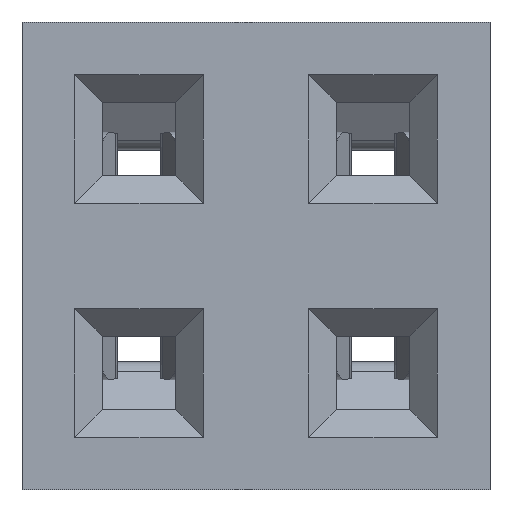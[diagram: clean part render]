
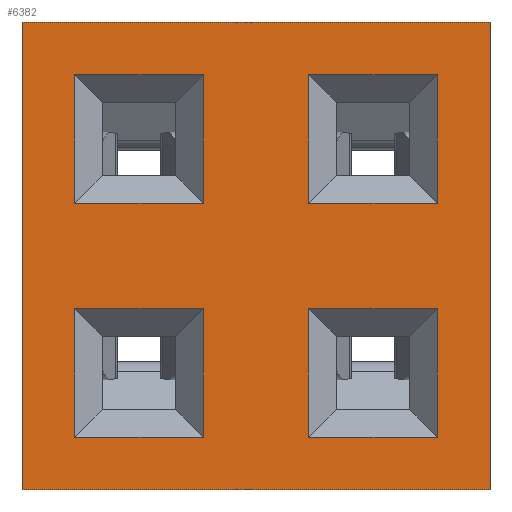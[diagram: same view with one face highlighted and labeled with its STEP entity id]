
A CAD part, left-side view. The second image highlights one B-rep face of the part: STEP entity #6382.
In plain terms, the highlighted planar face has unit normal (-1, 0, 0).
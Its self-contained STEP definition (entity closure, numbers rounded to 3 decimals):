
#501=FACE_BOUND('',#937,.T.);
#502=FACE_BOUND('',#938,.T.);
#503=FACE_BOUND('',#939,.T.);
#504=FACE_BOUND('',#940,.T.);
#552=FACE_OUTER_BOUND('',#936,.T.);
#936=EDGE_LOOP('',(#4419,#4420,#4421,#4422));
#937=EDGE_LOOP('',(#4423,#4424,#4425,#4426));
#938=EDGE_LOOP('',(#4427,#4428,#4429,#4430));
#939=EDGE_LOOP('',(#4431,#4432,#4433,#4434));
#940=EDGE_LOOP('',(#4435,#4436,#4437,#4438));
#1296=LINE('',#9048,#2012);
#1363=LINE('',#9181,#2079);
#1364=LINE('',#9184,#2080);
#1369=LINE('',#9193,#2085);
#1371=LINE('',#9196,#2087);
#1384=LINE('',#9224,#2100);
#1385=LINE('',#9227,#2101);
#1390=LINE('',#9236,#2106);
#1392=LINE('',#9239,#2108);
#1395=LINE('',#9247,#2111);
#1415=LINE('',#9287,#2131);
#1417=LINE('',#9290,#2133);
#1418=LINE('',#9293,#2134);
#1419=LINE('',#9295,#2135);
#1420=LINE('',#9297,#2136);
#1421=LINE('',#9298,#2137);
#1422=LINE('',#9301,#2138);
#1423=LINE('',#9303,#2139);
#1424=LINE('',#9305,#2140);
#1425=LINE('',#9306,#2141);
#2012=VECTOR('',#7274,5.08);
#2079=VECTOR('',#7385,1.4);
#2080=VECTOR('',#7388,1.4);
#2085=VECTOR('',#7395,1.4);
#2087=VECTOR('',#7399,1.4);
#2100=VECTOR('',#7426,1.4);
#2101=VECTOR('',#7429,1.4);
#2106=VECTOR('',#7436,1.4);
#2108=VECTOR('',#7440,1.4);
#2111=VECTOR('',#7451,5.08);
#2131=VECTOR('',#7477,5.08);
#2133=VECTOR('',#7481,5.08);
#2134=VECTOR('',#7482,1.4);
#2135=VECTOR('',#7483,1.4);
#2136=VECTOR('',#7484,1.4);
#2137=VECTOR('',#7485,1.4);
#2138=VECTOR('',#7486,1.4);
#2139=VECTOR('',#7487,1.4);
#2140=VECTOR('',#7488,1.4);
#2141=VECTOR('',#7489,1.4);
#2725=VERTEX_POINT('',#9044);
#2726=VERTEX_POINT('',#9046);
#2769=VERTEX_POINT('',#9177);
#2770=VERTEX_POINT('',#9179);
#2771=VERTEX_POINT('',#9183);
#2774=VERTEX_POINT('',#9190);
#2781=VERTEX_POINT('',#9220);
#2782=VERTEX_POINT('',#9222);
#2783=VERTEX_POINT('',#9226);
#2786=VERTEX_POINT('',#9233);
#2787=VERTEX_POINT('',#9246);
#2804=VERTEX_POINT('',#9286);
#2805=VERTEX_POINT('',#9291);
#2806=VERTEX_POINT('',#9292);
#2807=VERTEX_POINT('',#9294);
#2808=VERTEX_POINT('',#9296);
#2809=VERTEX_POINT('',#9299);
#2810=VERTEX_POINT('',#9300);
#2811=VERTEX_POINT('',#9302);
#2812=VERTEX_POINT('',#9304);
#3280=EDGE_CURVE('',#2725,#2726,#1296,.T.);
#3347=EDGE_CURVE('',#2770,#2769,#1363,.T.);
#3348=EDGE_CURVE('',#2769,#2771,#1364,.T.);
#3353=EDGE_CURVE('',#2771,#2774,#1369,.T.);
#3355=EDGE_CURVE('',#2774,#2770,#1371,.T.);
#3368=EDGE_CURVE('',#2782,#2781,#1384,.T.);
#3369=EDGE_CURVE('',#2781,#2783,#1385,.T.);
#3374=EDGE_CURVE('',#2783,#2786,#1390,.T.);
#3376=EDGE_CURVE('',#2786,#2782,#1392,.T.);
#3379=EDGE_CURVE('',#2725,#2787,#1395,.T.);
#3399=EDGE_CURVE('',#2787,#2804,#1415,.T.);
#3401=EDGE_CURVE('',#2726,#2804,#1417,.T.);
#3402=EDGE_CURVE('',#2805,#2806,#1418,.T.);
#3403=EDGE_CURVE('',#2806,#2807,#1419,.T.);
#3404=EDGE_CURVE('',#2807,#2808,#1420,.T.);
#3405=EDGE_CURVE('',#2808,#2805,#1421,.T.);
#3406=EDGE_CURVE('',#2809,#2810,#1422,.T.);
#3407=EDGE_CURVE('',#2810,#2811,#1423,.T.);
#3408=EDGE_CURVE('',#2811,#2812,#1424,.T.);
#3409=EDGE_CURVE('',#2812,#2809,#1425,.T.);
#4419=ORIENTED_EDGE('',*,*,#3379,.F.);
#4420=ORIENTED_EDGE('',*,*,#3280,.T.);
#4421=ORIENTED_EDGE('',*,*,#3401,.T.);
#4422=ORIENTED_EDGE('',*,*,#3399,.F.);
#4423=ORIENTED_EDGE('',*,*,#3353,.F.);
#4424=ORIENTED_EDGE('',*,*,#3348,.F.);
#4425=ORIENTED_EDGE('',*,*,#3347,.F.);
#4426=ORIENTED_EDGE('',*,*,#3355,.F.);
#4427=ORIENTED_EDGE('',*,*,#3374,.F.);
#4428=ORIENTED_EDGE('',*,*,#3369,.F.);
#4429=ORIENTED_EDGE('',*,*,#3368,.F.);
#4430=ORIENTED_EDGE('',*,*,#3376,.F.);
#4431=ORIENTED_EDGE('',*,*,#3402,.T.);
#4432=ORIENTED_EDGE('',*,*,#3403,.T.);
#4433=ORIENTED_EDGE('',*,*,#3404,.T.);
#4434=ORIENTED_EDGE('',*,*,#3405,.T.);
#4435=ORIENTED_EDGE('',*,*,#3406,.T.);
#4436=ORIENTED_EDGE('',*,*,#3407,.T.);
#4437=ORIENTED_EDGE('',*,*,#3408,.T.);
#4438=ORIENTED_EDGE('',*,*,#3409,.T.);
#6096=PLANE('',#6772);
#6382=ADVANCED_FACE('',(#552,#501,#502,#503,#504),#6096,.T.);
#6772=AXIS2_PLACEMENT_3D('',#9289,#7479,#7480);
#7274=DIRECTION('',(0.,1.,0.));
#7385=DIRECTION('',(0.,0.,1.));
#7388=DIRECTION('',(0.,1.,0.));
#7395=DIRECTION('',(0.,0.,-1.));
#7399=DIRECTION('',(0.,-1.,0.));
#7426=DIRECTION('',(0.,0.,1.));
#7429=DIRECTION('',(0.,1.,0.));
#7436=DIRECTION('',(0.,0.,-1.));
#7440=DIRECTION('',(0.,-1.,0.));
#7451=DIRECTION('',(0.,0.,-1.));
#7477=DIRECTION('',(0.,1.,0.));
#7479=DIRECTION('center_axis',(-1.,0.,0.));
#7480=DIRECTION('ref_axis',(0.,0.,1.));
#7481=DIRECTION('',(0.,0.,-1.));
#7482=DIRECTION('',(0.,0.,1.));
#7483=DIRECTION('',(0.,-1.,0.));
#7484=DIRECTION('',(0.,0.,-1.));
#7485=DIRECTION('',(0.,1.,0.));
#7486=DIRECTION('',(0.,0.,1.));
#7487=DIRECTION('',(0.,-1.,0.));
#7488=DIRECTION('',(0.,0.,-1.));
#7489=DIRECTION('',(0.,1.,0.));
#9044=CARTESIAN_POINT('',(-5.,12.7,3.81));
#9046=CARTESIAN_POINT('',(-5.,17.78,3.81));
#9048=CARTESIAN_POINT('',(-5.,0.,3.81));
#9177=CARTESIAN_POINT('',(-5.,13.27,3.24));
#9179=CARTESIAN_POINT('',(-5.,13.27,1.84));
#9181=CARTESIAN_POINT('',(-5.,13.27,1.84));
#9183=CARTESIAN_POINT('',(-5.,14.67,3.24));
#9184=CARTESIAN_POINT('',(-5.,13.27,3.24));
#9190=CARTESIAN_POINT('',(-5.,14.67,1.84));
#9193=CARTESIAN_POINT('',(-5.,14.67,3.24));
#9196=CARTESIAN_POINT('',(-5.,14.67,1.84));
#9220=CARTESIAN_POINT('',(-5.,15.81,3.24));
#9222=CARTESIAN_POINT('',(-5.,15.81,1.84));
#9224=CARTESIAN_POINT('',(-5.,15.81,1.84));
#9226=CARTESIAN_POINT('',(-5.,17.21,3.24));
#9227=CARTESIAN_POINT('',(-5.,15.81,3.24));
#9233=CARTESIAN_POINT('',(-5.,17.21,1.84));
#9236=CARTESIAN_POINT('',(-5.,17.21,3.24));
#9239=CARTESIAN_POINT('',(-5.,17.21,1.84));
#9246=CARTESIAN_POINT('',(-5.,12.7,-1.27));
#9247=CARTESIAN_POINT('',(-5.,12.7,3.134));
#9286=CARTESIAN_POINT('',(-5.,17.78,-1.27));
#9287=CARTESIAN_POINT('',(-5.,0.,-1.27));
#9289=CARTESIAN_POINT('Origin',(-5.,0.,-1.27));
#9290=CARTESIAN_POINT('',(-5.,17.78,3.81));
#9291=CARTESIAN_POINT('',(-5.,17.21,-0.7));
#9292=CARTESIAN_POINT('',(-5.,17.21,0.7));
#9293=CARTESIAN_POINT('',(-5.,17.21,-0.7));
#9294=CARTESIAN_POINT('',(-5.,15.81,0.7));
#9295=CARTESIAN_POINT('',(-5.,17.21,0.7));
#9296=CARTESIAN_POINT('',(-5.,15.81,-0.7));
#9297=CARTESIAN_POINT('',(-5.,15.81,0.7));
#9298=CARTESIAN_POINT('',(-5.,15.81,-0.7));
#9299=CARTESIAN_POINT('',(-5.,14.67,-0.7));
#9300=CARTESIAN_POINT('',(-5.,14.67,0.7));
#9301=CARTESIAN_POINT('',(-5.,14.67,-0.7));
#9302=CARTESIAN_POINT('',(-5.,13.27,0.7));
#9303=CARTESIAN_POINT('',(-5.,14.67,0.7));
#9304=CARTESIAN_POINT('',(-5.,13.27,-0.7));
#9305=CARTESIAN_POINT('',(-5.,13.27,0.7));
#9306=CARTESIAN_POINT('',(-5.,13.27,-0.7));
